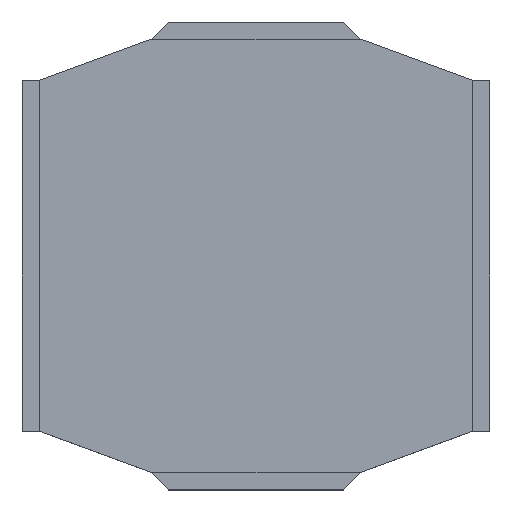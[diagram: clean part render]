
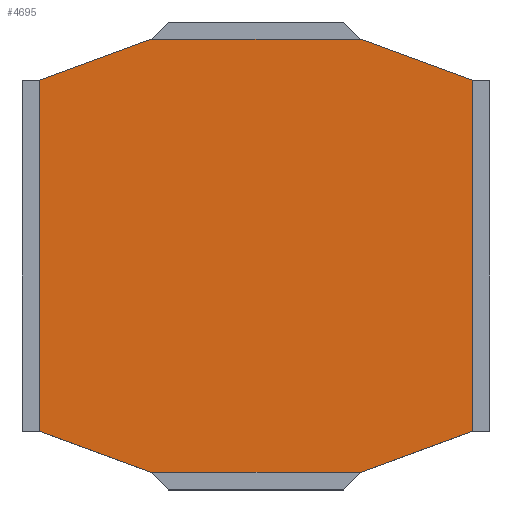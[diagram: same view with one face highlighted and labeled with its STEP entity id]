
A CAD part, top view. The second image highlights one B-rep face of the part: STEP entity #4695.
In plain terms, the highlighted planar face has unit normal (0, 0, 1).
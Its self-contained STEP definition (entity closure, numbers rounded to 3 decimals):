
#332 = VERTEX_POINT ( 'NONE', #1210 ) ;
#403 = DIRECTION ( 'NONE',  ( -0.938, 0.346, 0. ) ) ;
#495 = CARTESIAN_POINT ( 'NONE',  ( 1.85, -1.5, 1.65 ) ) ;
#529 = FACE_OUTER_BOUND ( 'NONE', #2634, .T. ) ;
#607 = VECTOR ( 'NONE', #2221, 1000. ) ;
#638 = CARTESIAN_POINT ( 'NONE',  ( -0.708, -1.921, 1.65 ) ) ;
#961 = CARTESIAN_POINT ( 'NONE',  ( 0., 1.85, 1.65 ) ) ;
#968 = LINE ( 'NONE', #961, #3828 ) ;
#1102 = VERTEX_POINT ( 'NONE', #495 ) ;
#1210 = CARTESIAN_POINT ( 'NONE',  ( -1.85, 1.5, 1.65 ) ) ;
#1249 = PLANE ( 'NONE',  #2934 ) ;
#1330 = CARTESIAN_POINT ( 'NONE',  ( 0.708, -1.921, 1.65 ) ) ;
#1436 = CARTESIAN_POINT ( 'NONE',  ( 0.9, -1.85, 1.65 ) ) ;
#1453 = EDGE_CURVE ( 'NONE', #3572, #4422, #2372, .T. ) ;
#1524 = ORIENTED_EDGE ( 'NONE', *, *, #4149, .T. ) ;
#1649 = VECTOR ( 'NONE', #4053, 1000. ) ;
#1711 = CARTESIAN_POINT ( 'NONE',  ( 0., 0., 1.65 ) ) ;
#1797 = EDGE_CURVE ( 'NONE', #4422, #332, #4147, .T. ) ;
#1931 = ORIENTED_EDGE ( 'NONE', *, *, #2608, .F. ) ;
#1937 = ORIENTED_EDGE ( 'NONE', *, *, #3677, .T. ) ;
#1943 = LINE ( 'NONE', #4263, #607 ) ;
#2221 = DIRECTION ( 'NONE',  ( -0.938, -0.346, 0. ) ) ;
#2278 = CARTESIAN_POINT ( 'NONE',  ( -1.85, -1.5, 1.65 ) ) ;
#2324 = DIRECTION ( 'NONE',  ( -0.938, 0.346, 0. ) ) ;
#2372 = LINE ( 'NONE', #638, #3487 ) ;
#2608 = EDGE_CURVE ( 'NONE', #1102, #4884, #3063, .T. ) ;
#2634 = EDGE_LOOP ( 'NONE', ( #3594, #1931, #3459, #5057, #1937, #1524, #3530, #3364 ) ) ;
#2689 = DIRECTION ( 'NONE',  ( 0., 1., 0. ) ) ;
#2934 = AXIS2_PLACEMENT_3D ( 'NONE', #1711, #3022, #3099 ) ;
#2978 = CARTESIAN_POINT ( 'NONE',  ( 1.85, 0., 1.65 ) ) ;
#2981 = LINE ( 'NONE', #2978, #4374 ) ;
#3022 = DIRECTION ( 'NONE',  ( 0., 0., -1. ) ) ;
#3063 = LINE ( 'NONE', #1330, #4507 ) ;
#3099 = DIRECTION ( 'NONE',  ( -1., 0., 0. ) ) ;
#3131 = CARTESIAN_POINT ( 'NONE',  ( 0., -1.85, 1.65 ) ) ;
#3158 = VERTEX_POINT ( 'NONE', #3976 ) ;
#3364 = ORIENTED_EDGE ( 'NONE', *, *, #1453, .F. ) ;
#3459 = ORIENTED_EDGE ( 'NONE', *, *, #5312, .T. ) ;
#3487 = VECTOR ( 'NONE', #2324, 1000. ) ;
#3530 = ORIENTED_EDGE ( 'NONE', *, *, #1797, .F. ) ;
#3534 = EDGE_CURVE ( 'NONE', #4884, #3572, #3574, .T. ) ;
#3535 = DIRECTION ( 'NONE',  ( -1., 0., 0. ) ) ;
#3572 = VERTEX_POINT ( 'NONE', #5212 ) ;
#3574 = LINE ( 'NONE', #3131, #1649 ) ;
#3594 = ORIENTED_EDGE ( 'NONE', *, *, #3534, .F. ) ;
#3677 = EDGE_CURVE ( 'NONE', #3158, #4881, #968, .T. ) ;
#3795 = DIRECTION ( 'NONE',  ( 0., 1., 0. ) ) ;
#3828 = VECTOR ( 'NONE', #3535, 1000. ) ;
#3951 = VECTOR ( 'NONE', #3795, 1000. ) ;
#3976 = CARTESIAN_POINT ( 'NONE',  ( 0.9, 1.85, 1.65 ) ) ;
#4053 = DIRECTION ( 'NONE',  ( -1., 0., 0. ) ) ;
#4147 = LINE ( 'NONE', #4659, #3951 ) ;
#4149 = EDGE_CURVE ( 'NONE', #4881, #332, #1943, .T. ) ;
#4206 = CARTESIAN_POINT ( 'NONE',  ( 0.708, 1.921, 1.65 ) ) ;
#4263 = CARTESIAN_POINT ( 'NONE',  ( -0.708, 1.921, 1.65 ) ) ;
#4374 = VECTOR ( 'NONE', #2689, 1000. ) ;
#4422 = VERTEX_POINT ( 'NONE', #2278 ) ;
#4425 = CARTESIAN_POINT ( 'NONE',  ( -0.9, 1.85, 1.65 ) ) ;
#4439 = LINE ( 'NONE', #4206, #5278 ) ;
#4507 = VECTOR ( 'NONE', #5111, 1000. ) ;
#4659 = CARTESIAN_POINT ( 'NONE',  ( -1.85, 0., 1.65 ) ) ;
#4676 = CARTESIAN_POINT ( 'NONE',  ( 1.85, 1.5, 1.65 ) ) ;
#4695 = ADVANCED_FACE ( 'NONE', ( #529 ), #1249, .F. ) ;
#4881 = VERTEX_POINT ( 'NONE', #4425 ) ;
#4884 = VERTEX_POINT ( 'NONE', #1436 ) ;
#5057 = ORIENTED_EDGE ( 'NONE', *, *, #5161, .T. ) ;
#5111 = DIRECTION ( 'NONE',  ( -0.938, -0.346, 0. ) ) ;
#5161 = EDGE_CURVE ( 'NONE', #5283, #3158, #4439, .T. ) ;
#5212 = CARTESIAN_POINT ( 'NONE',  ( -0.9, -1.85, 1.65 ) ) ;
#5278 = VECTOR ( 'NONE', #403, 1000. ) ;
#5283 = VERTEX_POINT ( 'NONE', #4676 ) ;
#5312 = EDGE_CURVE ( 'NONE', #1102, #5283, #2981, .T. ) ;
